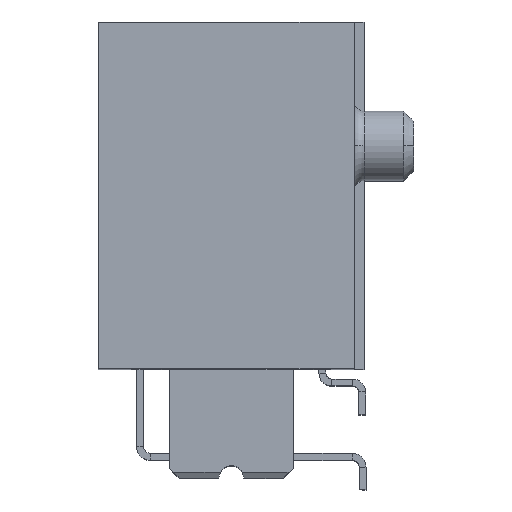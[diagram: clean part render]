
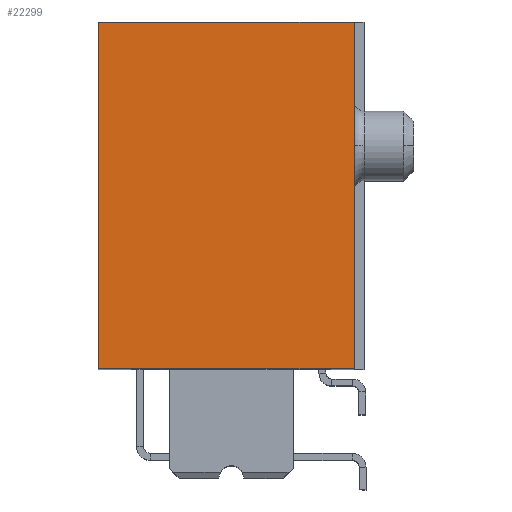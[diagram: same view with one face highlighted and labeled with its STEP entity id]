
A CAD part, top view. The second image highlights one B-rep face of the part: STEP entity #22299.
In plain terms, the highlighted planar face has unit normal (0, 0, 1).
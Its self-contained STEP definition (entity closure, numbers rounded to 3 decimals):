
#2017 = CARTESIAN_POINT ( 'NONE',  ( 3.15, -4.445, 6.27 ) ) ;
#7799 = EDGE_CURVE ( 'NONE', #18539, #18537, #26947, .T. ) ;
#7810 = EDGE_CURVE ( 'NONE', #18539, #17833, #26968, .T. ) ;
#7811 = EDGE_CURVE ( 'NONE', #28023, #17833, #26970, .T. ) ;
#7812 = EDGE_CURVE ( 'NONE', #28023, #18537, #26972, .T. ) ;
#8320 = CARTESIAN_POINT ( 'NONE',  ( -3.404, 4.445, 6.27 ) ) ;
#8322 = CARTESIAN_POINT ( 'NONE',  ( -3.404, -4.445, 6.27 ) ) ;
#8382 = CARTESIAN_POINT ( 'NONE',  ( 3.15, 4.445, 6.27 ) ) ;
#9119 = CARTESIAN_POINT ( 'NONE',  ( -3.404, -4.445, 6.27 ) ) ;
#9141 = PLANE ( 'NONE',  #24646 ) ;
#9156 = DIRECTION ( 'NONE',  ( 0., 0., -1. ) ) ;
#9157 = DIRECTION ( 'NONE',  ( -1., 0., 0. ) ) ;
#13491 = ORIENTED_EDGE ( 'NONE', *, *, #7811, .T. ) ;
#13502 = ORIENTED_EDGE ( 'NONE', *, *, #7812, .F. ) ;
#13508 = ORIENTED_EDGE ( 'NONE', *, *, #7810, .F. ) ;
#13541 = ORIENTED_EDGE ( 'NONE', *, *, #7799, .T. ) ;
#14099 = DIRECTION ( 'NONE',  ( 0., 1., 0. ) ) ;
#14103 = CARTESIAN_POINT ( 'NONE',  ( -3.404, 4.445, 6.27 ) ) ;
#14110 = DIRECTION ( 'NONE',  ( 1., 0., 0. ) ) ;
#14111 = CARTESIAN_POINT ( 'NONE',  ( -3.404, 4.445, 6.27 ) ) ;
#14115 = DIRECTION ( 'NONE',  ( -1., 0., 0. ) ) ;
#14121 = CARTESIAN_POINT ( 'NONE',  ( 3.404, -4.445, 6.27 ) ) ;
#14132 = CARTESIAN_POINT ( 'NONE',  ( 3.15, -4.445, 6.27 ) ) ;
#14147 = DIRECTION ( 'NONE',  ( 0., -1., 0. ) ) ;
#17833 = VERTEX_POINT ( 'NONE', #8382 ) ;
#18537 = VERTEX_POINT ( 'NONE', #8322 ) ;
#18539 = VERTEX_POINT ( 'NONE', #8320 ) ;
#20489 = EDGE_LOOP ( 'NONE', ( #13502, #13491, #13508, #13541 ) ) ;
#22299 = ADVANCED_FACE ( 'NONE', ( #25438 ), #9141, .F. ) ;
#24646 = AXIS2_PLACEMENT_3D ( 'NONE', #9119, #9156, #9157 ) ;
#25438 = FACE_OUTER_BOUND ( 'NONE', #20489, .T. ) ;
#26947 = LINE ( 'NONE', #14103, #26948 ) ;
#26948 = VECTOR ( 'NONE', #14147, 1000. ) ;
#26968 = LINE ( 'NONE', #14111, #26969 ) ;
#26969 = VECTOR ( 'NONE', #14110, 1000. ) ;
#26970 = LINE ( 'NONE', #14132, #26971 ) ;
#26971 = VECTOR ( 'NONE', #14099, 1000. ) ;
#26972 = LINE ( 'NONE', #14121, #26973 ) ;
#26973 = VECTOR ( 'NONE', #14115, 1000. ) ;
#28023 = VERTEX_POINT ( 'NONE', #2017 ) ;
